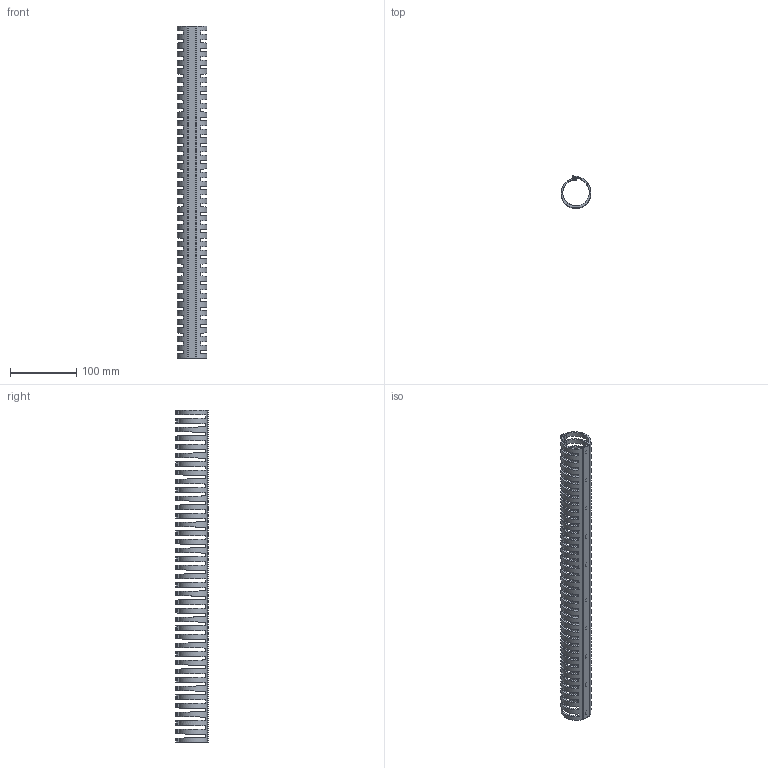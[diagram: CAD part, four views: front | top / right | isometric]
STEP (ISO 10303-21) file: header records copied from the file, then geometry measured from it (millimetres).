
FILE_DESCRIPTION (( 'STEP AP214' ), '1' );
FILE_NAME ('6132610.stp', '2023-02-10T12:24:36', ( '' ), ( '' ), 'SwSTEP 2.0', 'SolidWorks 2022', '' );
FILE_SCHEMA (( 'AUTOMOTIVE_DESIGN' ));
Length unit declared in the file: millimetre
Products named in the file (3): 219831_B=12mm; 6132610; 220371
Assembly tree (2 placements, depth 2):
  6132610
    220371
    219831_B=12mm
Bounding box: 44.99 x 48.3 x 500 mm (x, y, z)
Volume: 109932.6 mm3; surface area: 126428.9 mm2
Topology: 2 solids, 2 shells, 832 faces, 2484 edges, 1656 vertices
Faces by surface type: plane 531, cylinder 301
Entity records: 27588 total; most frequent: CARTESIAN_POINT 7485, ORIENTED_EDGE 4968, DIRECTION 3392, EDGE_CURVE 2484, VERTEX_POINT 1656, LINE 1578, VECTOR 1578, AXIS2_PLACEMENT_3D 907
